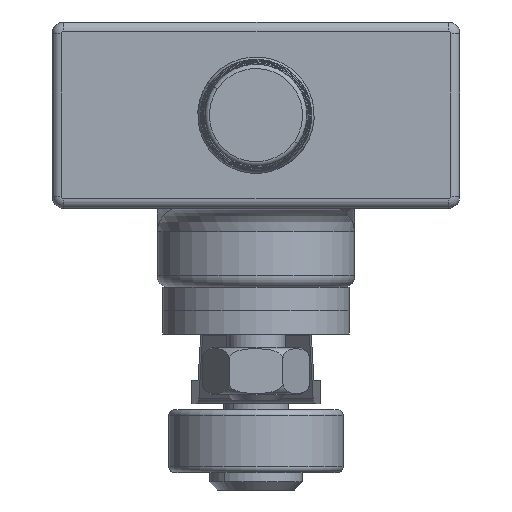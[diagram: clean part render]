
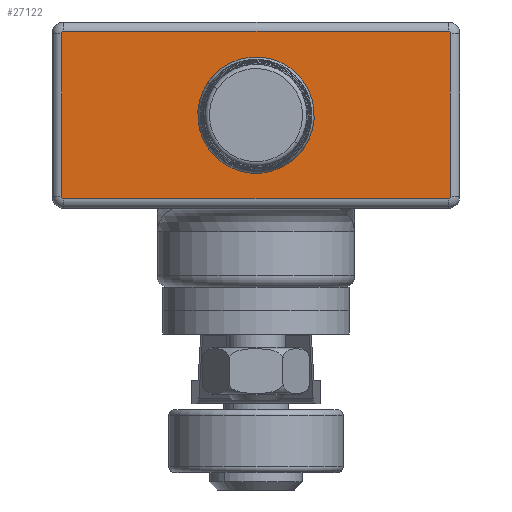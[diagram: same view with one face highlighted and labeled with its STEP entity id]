
A CAD part, front view. The second image highlights one B-rep face of the part: STEP entity #27122.
In plain terms, the highlighted planar face has unit normal (0, -1, 0).
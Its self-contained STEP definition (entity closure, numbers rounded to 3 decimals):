
#8 = EDGE_CURVE ( 'NONE', #3188, #8165, #4644, .T. ) ;
#280 = CIRCLE ( 'NONE', #32433, 4.5 ) ;
#1174 = CARTESIAN_POINT ( 'NONE',  ( -16.5, -1.5, 7. ) ) ;
#2191 = EDGE_CURVE ( 'NONE', #3298, #17388, #21723, .T. ) ;
#2353 = EDGE_CURVE ( 'NONE', #8165, #28491, #28700, .T. ) ;
#2486 = EDGE_CURVE ( 'NONE', #21543, #23693, #4949, .T. ) ;
#3188 = VERTEX_POINT ( 'NONE', #21581 ) ;
#3298 = VERTEX_POINT ( 'NONE', #21624 ) ;
#3766 = DIRECTION ( 'NONE',  ( 1., 0., 0. ) ) ;
#3830 = VECTOR ( 'NONE', #26345, 1000. ) ;
#3964 = CARTESIAN_POINT ( 'NONE',  ( 16.5, -1.5, -7.2 ) ) ;
#4644 = LINE ( 'NONE', #8825, #3830 ) ;
#4774 = DIRECTION ( 'NONE',  ( 1., 0., 0. ) ) ;
#4949 = LINE ( 'NONE', #29178, #24042 ) ;
#5442 = DIRECTION ( 'NONE',  ( 0., 1., 0. ) ) ;
#5813 = VERTEX_POINT ( 'NONE', #26431 ) ;
#6492 = DIRECTION ( 'NONE',  ( 0., -1., 0. ) ) ;
#6713 = DIRECTION ( 'NONE',  ( 1., 0., 0. ) ) ;
#7046 = ORIENTED_EDGE ( 'NONE', *, *, #2486, .T. ) ;
#8081 = AXIS2_PLACEMENT_3D ( 'NONE', #16316, #6492, #6713 ) ;
#8165 = VERTEX_POINT ( 'NONE', #3964 ) ;
#8825 = CARTESIAN_POINT ( 'NONE',  ( 16.5, -1.5, -7.2 ) ) ;
#9958 = VERTEX_POINT ( 'NONE', #10302 ) ;
#10236 = VERTEX_POINT ( 'NONE', #18113 ) ;
#10302 = CARTESIAN_POINT ( 'NONE',  ( 16.7, -1.5, 7. ) ) ;
#10592 = DIRECTION ( 'NONE',  ( 0., -1., 0. ) ) ;
#12761 = CARTESIAN_POINT ( 'NONE',  ( -16.5, -1.5, 7.2 ) ) ;
#13049 = CARTESIAN_POINT ( 'NONE',  ( -16.5, -1.5, 7.2 ) ) ;
#13075 = CARTESIAN_POINT ( 'NONE',  ( -16.7, -1.5, -7. ) ) ;
#13085 = EDGE_CURVE ( 'NONE', #10236, #5813, #280, .T. ) ;
#13117 = DIRECTION ( 'NONE',  ( -1., 0., 0. ) ) ;
#13139 = VECTOR ( 'NONE', #15263, 1000. ) ;
#13318 = EDGE_CURVE ( 'NONE', #17388, #21543, #24195, .T. ) ;
#13385 = CIRCLE ( 'NONE', #17469, 0.2 ) ;
#13641 = CARTESIAN_POINT ( 'NONE',  ( 16.5, -1.5, 7. ) ) ;
#14626 = AXIS2_PLACEMENT_3D ( 'NONE', #1174, #18744, #3766 ) ;
#14829 = EDGE_CURVE ( 'NONE', #23693, #3188, #13385, .T. ) ;
#14970 = CARTESIAN_POINT ( 'NONE',  ( 0., -1.5, 0. ) ) ;
#15263 = DIRECTION ( 'NONE',  ( 0., 0., 1. ) ) ;
#16067 = DIRECTION ( 'NONE',  ( 1., 0., 0. ) ) ;
#16316 = CARTESIAN_POINT ( 'NONE',  ( 16.5, -1.5, -7. ) ) ;
#17097 = ORIENTED_EDGE ( 'NONE', *, *, #8, .T. ) ;
#17189 = CIRCLE ( 'NONE', #21784, 0.2 ) ;
#17258 = CARTESIAN_POINT ( 'NONE',  ( 17.5, -1.5, -8. ) ) ;
#17379 = DIRECTION ( 'NONE',  ( -1., 0., 0. ) ) ;
#17388 = VERTEX_POINT ( 'NONE', #12761 ) ;
#17469 = AXIS2_PLACEMENT_3D ( 'NONE', #25345, #10592, #27819 ) ;
#18113 = CARTESIAN_POINT ( 'NONE',  ( -4.5, -1.5, 0. ) ) ;
#18341 = ORIENTED_EDGE ( 'NONE', *, *, #21222, .T. ) ;
#18744 = DIRECTION ( 'NONE',  ( 0., -1., 0. ) ) ;
#19512 = ORIENTED_EDGE ( 'NONE', *, *, #14829, .T. ) ;
#19563 = LINE ( 'NONE', #30000, #13139 ) ;
#19705 = DIRECTION ( 'NONE',  ( 0., -1., 0. ) ) ;
#20076 = ORIENTED_EDGE ( 'NONE', *, *, #2353, .T. ) ;
#20356 = ORIENTED_EDGE ( 'NONE', *, *, #23295, .T. ) ;
#20366 = CARTESIAN_POINT ( 'NONE',  ( 0., -1.5, 0. ) ) ;
#20542 = DIRECTION ( 'NONE',  ( 0., 0., -1. ) ) ;
#20955 = VECTOR ( 'NONE', #13117, 1000. ) ;
#21152 = ORIENTED_EDGE ( 'NONE', *, *, #27677, .T. ) ;
#21222 = EDGE_CURVE ( 'NONE', #5813, #10236, #30521, .T. ) ;
#21244 = EDGE_LOOP ( 'NONE', ( #18341, #32108 ) ) ;
#21543 = VERTEX_POINT ( 'NONE', #29678 ) ;
#21581 = CARTESIAN_POINT ( 'NONE',  ( -16.5, -1.5, -7.2 ) ) ;
#21624 = CARTESIAN_POINT ( 'NONE',  ( 16.5, -1.5, 7.2 ) ) ;
#21723 = LINE ( 'NONE', #13049, #20955 ) ;
#21784 = AXIS2_PLACEMENT_3D ( 'NONE', #13641, #30867, #16067 ) ;
#22691 = FACE_BOUND ( 'NONE', #21244, .T. ) ;
#22838 = DIRECTION ( 'NONE',  ( -1., 0., 0. ) ) ;
#23295 = EDGE_CURVE ( 'NONE', #9958, #3298, #17189, .T. ) ;
#23693 = VERTEX_POINT ( 'NONE', #13075 ) ;
#24042 = VECTOR ( 'NONE', #20542, 1000. ) ;
#24195 = CIRCLE ( 'NONE', #14626, 0.2 ) ;
#24797 = ORIENTED_EDGE ( 'NONE', *, *, #13318, .T. ) ;
#25345 = CARTESIAN_POINT ( 'NONE',  ( -16.5, -1.5, -7. ) ) ;
#26020 = CARTESIAN_POINT ( 'NONE',  ( 16.7, -1.5, -7. ) ) ;
#26345 = DIRECTION ( 'NONE',  ( 1., 0., 0. ) ) ;
#26431 = CARTESIAN_POINT ( 'NONE',  ( 4.5, -1.5, 0. ) ) ;
#27122 = ADVANCED_FACE ( 'NONE', ( #28530, #22691 ), #32147, .T. ) ;
#27677 = EDGE_CURVE ( 'NONE', #28491, #9958, #19563, .T. ) ;
#27819 = DIRECTION ( 'NONE',  ( 1., 0., 0. ) ) ;
#28491 = VERTEX_POINT ( 'NONE', #26020 ) ;
#28530 = FACE_OUTER_BOUND ( 'NONE', #29868, .T. ) ;
#28700 = CIRCLE ( 'NONE', #8081, 0.2 ) ;
#29178 = CARTESIAN_POINT ( 'NONE',  ( -16.7, -1.5, -7. ) ) ;
#29678 = CARTESIAN_POINT ( 'NONE',  ( -16.7, -1.5, 7. ) ) ;
#29868 = EDGE_LOOP ( 'NONE', ( #20356, #30807, #24797, #7046, #19512, #17097, #20076, #21152 ) ) ;
#30000 = CARTESIAN_POINT ( 'NONE',  ( 16.7, -1.5, 7. ) ) ;
#30521 = CIRCLE ( 'NONE', #31341, 4.5 ) ;
#30807 = ORIENTED_EDGE ( 'NONE', *, *, #2191, .T. ) ;
#30867 = DIRECTION ( 'NONE',  ( 0., -1., 0. ) ) ;
#31341 = AXIS2_PLACEMENT_3D ( 'NONE', #20366, #5442, #22838 ) ;
#32108 = ORIENTED_EDGE ( 'NONE', *, *, #13085, .T. ) ;
#32147 = PLANE ( 'NONE',  #32196 ) ;
#32196 = AXIS2_PLACEMENT_3D ( 'NONE', #17258, #19705, #4774 ) ;
#32272 = DIRECTION ( 'NONE',  ( 0., 1., 0. ) ) ;
#32433 = AXIS2_PLACEMENT_3D ( 'NONE', #14970, #32272, #17379 ) ;
